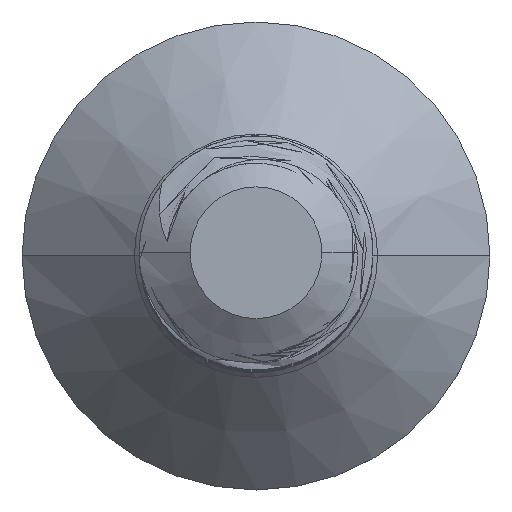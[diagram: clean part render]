
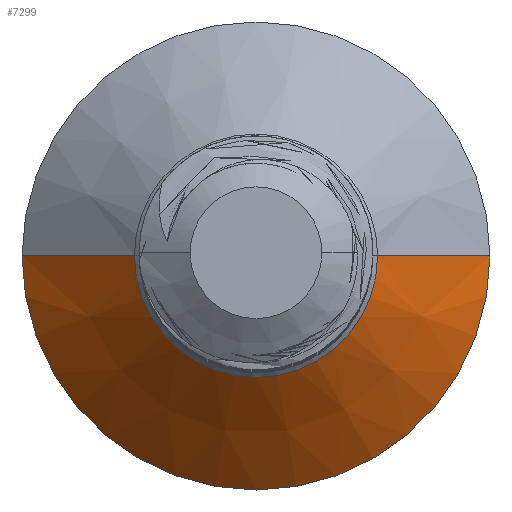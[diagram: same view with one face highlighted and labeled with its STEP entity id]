
A CAD part, top view. The second image highlights one B-rep face of the part: STEP entity #7299.
In plain terms, the highlighted conical face has half-angle 45 degrees and reference radius 2.5 mm.
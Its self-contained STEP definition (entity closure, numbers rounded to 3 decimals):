
#1559 = DIRECTION ( 'NONE',  ( 0.707, 0., -0.707 ) ) ;
#1560 = CARTESIAN_POINT ( 'NONE',  ( 2.5, 0., -19.7 ) ) ;
#1561 = LINE ( 'NONE', #1560, #1616 ) ;
#1588 = DIRECTION ( 'NONE',  ( -0.707, 0., -0.707 ) ) ;
#1589 = VECTOR ( 'NONE', #1588, 1000. ) ;
#1590 = CARTESIAN_POINT ( 'NONE',  ( -2.5, 0., -19.7 ) ) ;
#1591 = LINE ( 'NONE', #1590, #1589 ) ;
#1592 = CARTESIAN_POINT ( 'NONE',  ( -1.3, 0., -18.5 ) ) ;
#1593 = CARTESIAN_POINT ( 'NONE',  ( 1.3, 0., -18.5 ) ) ;
#1615 = CARTESIAN_POINT ( 'NONE',  ( 2.5, 0., -19.7 ) ) ;
#1616 = VECTOR ( 'NONE', #1559, 1000. ) ;
#1630 = CARTESIAN_POINT ( 'NONE',  ( -2.5, 0., -19.7 ) ) ;
#1646 = CIRCLE ( 'NONE', #1667, 1.3 ) ;
#1664 = DIRECTION ( 'NONE',  ( 1., 0., 0. ) ) ;
#1665 = DIRECTION ( 'NONE',  ( 0., 0., 1. ) ) ;
#1666 = CARTESIAN_POINT ( 'NONE',  ( 0., 0., -18.5 ) ) ;
#1667 = AXIS2_PLACEMENT_3D ( 'NONE', #1666, #1665, #1664 ) ;
#2018 = DIRECTION ( 'NONE',  ( 1., 0., 0. ) ) ;
#2019 = DIRECTION ( 'NONE',  ( 0., 0., 1. ) ) ;
#2020 = CARTESIAN_POINT ( 'NONE',  ( 0., 0., -19.7 ) ) ;
#2021 = AXIS2_PLACEMENT_3D ( 'NONE', #2020, #2019, #2018 ) ;
#2022 = DIRECTION ( 'NONE',  ( -1., 0., 0. ) ) ;
#2023 = DIRECTION ( 'NONE',  ( 0., 0., -1. ) ) ;
#2024 = CARTESIAN_POINT ( 'NONE',  ( 0., 0., -19.7 ) ) ;
#2025 = AXIS2_PLACEMENT_3D ( 'NONE', #2024, #2023, #2022 ) ;
#2026 = CIRCLE ( 'NONE', #2021, 2.5 ) ;
#2027 = CONICAL_SURFACE ( 'NONE', #2025, 2.5, 0.785 ) ;
#2028 = FACE_OUTER_BOUND ( 'NONE', #7301, .T. ) ;
#6253 = EDGE_CURVE ( 'NONE', #6266, #6255, #1561, .T. ) ;
#6255 = VERTEX_POINT ( 'NONE', #1615 ) ;
#6266 = VERTEX_POINT ( 'NONE', #1593 ) ;
#6267 = VERTEX_POINT ( 'NONE', #1592 ) ;
#6268 = EDGE_CURVE ( 'NONE', #6267, #6277, #1591, .T. ) ;
#6277 = VERTEX_POINT ( 'NONE', #1630 ) ;
#6298 = EDGE_CURVE ( 'NONE', #6267, #6266, #1646, .T. ) ;
#7299 = ADVANCED_FACE ( 'NONE', ( #2028 ), #2027, .T. ) ;
#7301 = EDGE_LOOP ( 'NONE', ( #7303, #7434, #7433, #7422 ) ) ;
#7303 = ORIENTED_EDGE ( 'NONE', *, *, #6253, .F. ) ;
#7342 = EDGE_CURVE ( 'NONE', #6277, #6255, #2026, .T. ) ;
#7422 = ORIENTED_EDGE ( 'NONE', *, *, #7342, .T. ) ;
#7433 = ORIENTED_EDGE ( 'NONE', *, *, #6268, .T. ) ;
#7434 = ORIENTED_EDGE ( 'NONE', *, *, #6298, .F. ) ;
